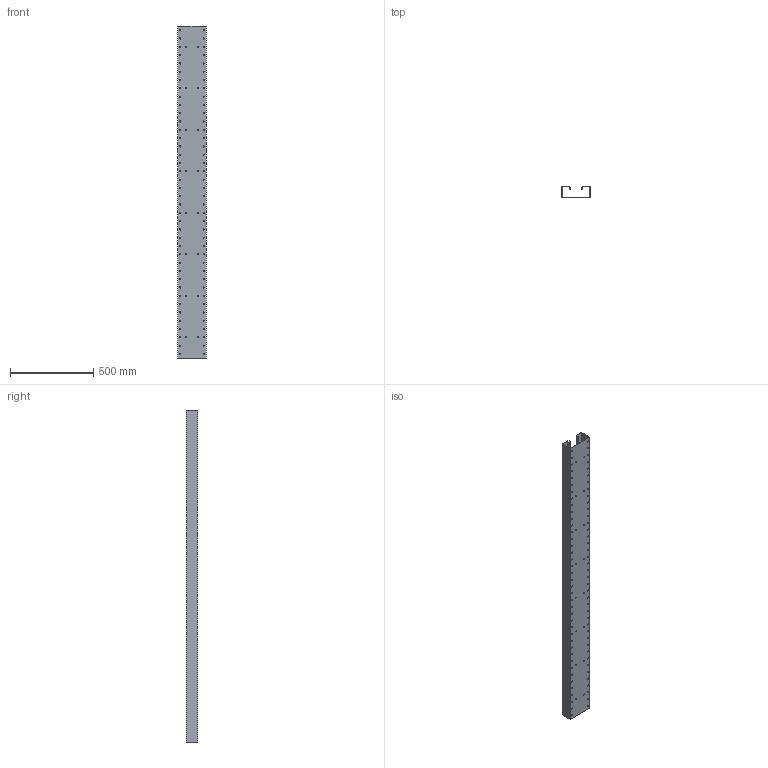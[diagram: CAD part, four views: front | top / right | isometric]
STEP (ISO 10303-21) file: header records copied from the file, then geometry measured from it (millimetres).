
FILE_DESCRIPTION((''),'2;1');
FILE_NAME('BRS651701KUN','2022-09-15T10:27:58',('a.koch'),(''),'CREO PARAMETRIC BY PTC INC, 2022162','CREO PARAMETRIC BY PTC INC, 2022162','');
FILE_SCHEMA(('AUTOMOTIVE_DESIGN { 1 0 10303 214 1 1 1 1 }'));
Length unit declared in the file: millimetre
Products named in the file (1): BRS651701KUN
Bounding box: 170 x 68 x 2000 mm (x, y, z)
Volume: 912277.1 mm3; surface area: 1831948.9 mm2
Topology: 1 solids, 1 shells, 858 faces, 2568 edges, 1712 vertices
Faces by surface type: plane 826, cylinder 32
Entity records: 28908 total; most frequent: CARTESIAN_POINT 5140, ORIENTED_EDGE 5136, DIRECTION 4348, EDGE_CURVE 2568, VECTOR 2504, LINE 2504, VERTEX_POINT 1712, EDGE_LOOP 1050
